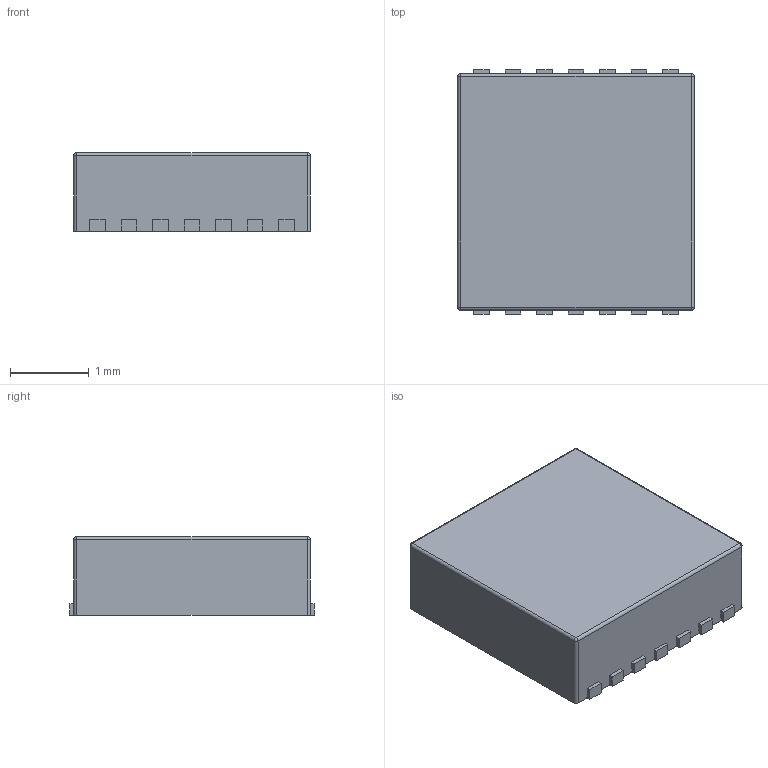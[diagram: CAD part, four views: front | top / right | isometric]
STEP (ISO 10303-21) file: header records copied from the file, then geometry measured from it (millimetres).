
FILE_DESCRIPTION (( 'STEP AP203' ), '1' );
FILE_NAME ( 'DFN-3x3-14-LQ.STEP', '2023-09-27T16:47:35', ( '' ), ( '' ), '', '©2017-2022 PCBL', '' );
FILE_SCHEMA (( 'AUTOMOTIVE_DESIGN' ));
Length unit declared in the file: millimetre
Products named in the file (1): DFN-3x3-14-LQ
Bounding box: 3 x 3.1 x 1 mm (x, y, z)
Volume: 9.1 mm3; surface area: 33.3 mm2
Topology: 15 solids, 15 shells, 144 faces, 334 edges, 216 vertices
Faces by surface type: plane 104, cylinder 36, sphere 4
Entity records: 4146 total; most frequent: DIRECTION 692, CARTESIAN_POINT 691, ORIENTED_EDGE 660, EDGE_CURVE 330, VECTOR 258, LINE 258, AXIS2_PLACEMENT_3D 217, VERTEX_POINT 216
